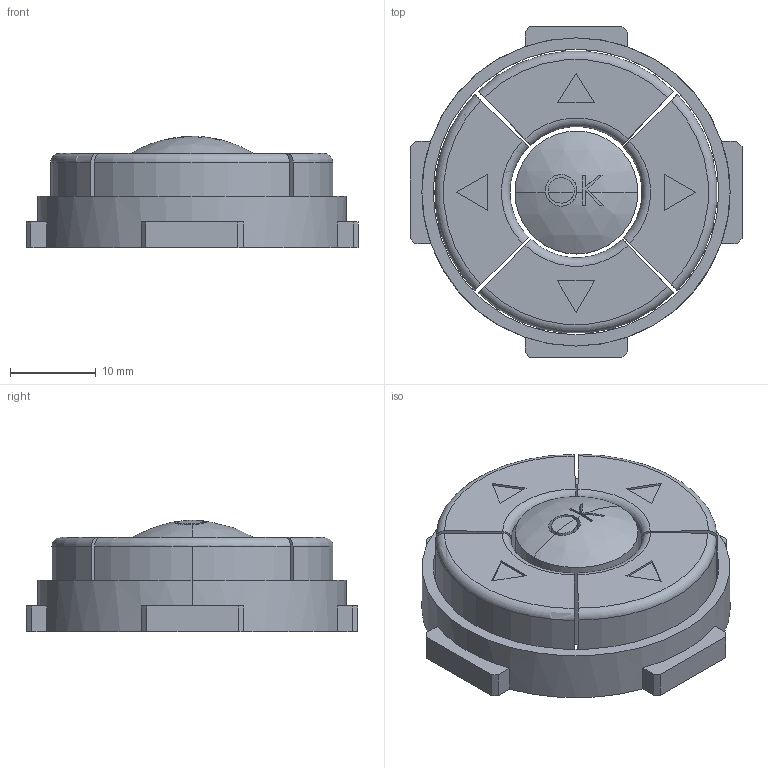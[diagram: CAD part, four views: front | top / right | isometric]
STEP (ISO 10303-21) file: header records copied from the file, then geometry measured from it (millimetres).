
FILE_DESCRIPTION (( 'STEP AP214' ), '1' );
FILE_NAME ('Joypad.STEP', '2020-12-07T14:48:00', ( '' ), ( '' ), 'SwSTEP 2.0', 'SolidWorks 2019', '' );
FILE_SCHEMA (( 'AUTOMOTIVE_DESIGN' ));
Length unit declared in the file: millimetre
Products named in the file (1): Joypad
Bounding box: 38.78 x 38.7 x 13 mm (x, y, z)
Volume: 10166.3 mm3; surface area: 6366.6 mm2
Topology: 6 solids, 6 shells, 111 faces, 280 edges, 186 vertices
Faces by surface type: plane 74, cylinder 16, torus 8, bspline 8, sphere 5
Entity records: 4494 total; most frequent: CARTESIAN_POINT 1346, ORIENTED_EDGE 560, DIRECTION 524, EDGE_CURVE 280, VERTEX_POINT 186, LINE 176, VECTOR 176, AXIS2_PLACEMENT_3D 174
